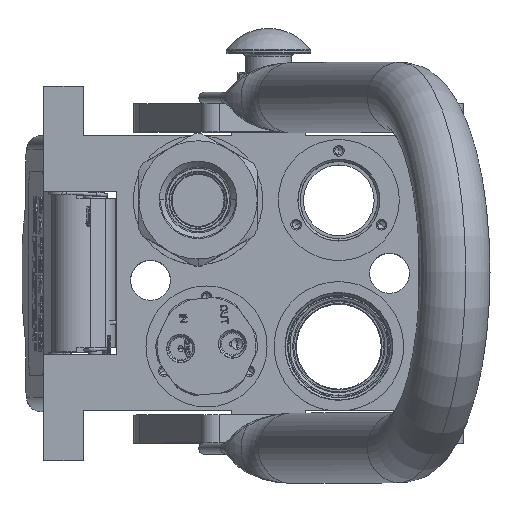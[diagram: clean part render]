
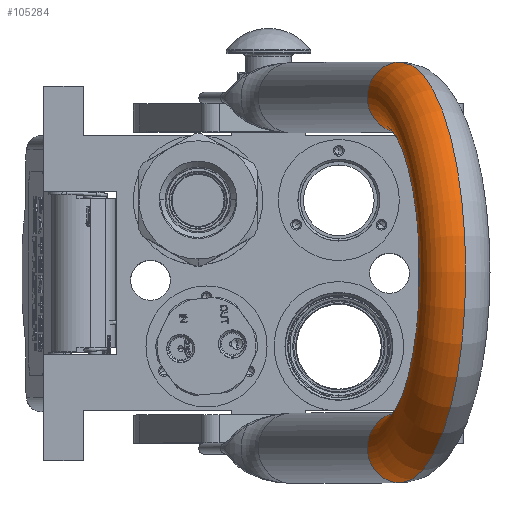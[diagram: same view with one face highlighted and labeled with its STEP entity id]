
A CAD part, top view. The second image highlights one B-rep face of the part: STEP entity #105284.
In plain terms, the highlighted toroidal (fillet/blend) face has major radius 62.25 mm and minor radius 12.5 mm.
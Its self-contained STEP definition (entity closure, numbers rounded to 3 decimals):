
#4609 = DIRECTION ( 'NONE',  ( 1., 0., 0. ) ) ;
#5506 = DIRECTION ( 'NONE',  ( 0., 1., 0. ) ) ;
#8652 = VERTEX_POINT ( 'NONE', #20188 ) ;
#8915 = ORIENTED_EDGE ( 'NONE', *, *, #134823, .F. ) ;
#10482 = CIRCLE ( 'NONE', #17715, 74.75 ) ;
#13460 = DIRECTION ( 'NONE',  ( 0., 0., 1. ) ) ;
#13934 = CARTESIAN_POINT ( 'NONE',  ( -62.25, 0., 125.25 ) ) ;
#15552 = AXIS2_PLACEMENT_3D ( 'NONE', #39829, #119581, #4609 ) ;
#17141 = CARTESIAN_POINT ( 'NONE',  ( 0., 0., 125.25 ) ) ;
#17715 = AXIS2_PLACEMENT_3D ( 'NONE', #75102, #5506, #40717 ) ;
#17846 = VERTEX_POINT ( 'NONE', #64125 ) ;
#19171 = AXIS2_PLACEMENT_3D ( 'NONE', #56238, #124030, #90641 ) ;
#20182 = ORIENTED_EDGE ( 'NONE', *, *, #102782, .F. ) ;
#20188 = CARTESIAN_POINT ( 'NONE',  ( -74.75, 0., 125.25 ) ) ;
#36549 = EDGE_CURVE ( 'NONE', #57745, #125608, #39738, .T. ) ;
#39738 = CIRCLE ( 'NONE', #19171, 49.75 ) ;
#39829 = CARTESIAN_POINT ( 'NONE',  ( 62.25, 0., 125.25 ) ) ;
#40717 = DIRECTION ( 'NONE',  ( -1., 0., 0. ) ) ;
#48693 = CIRCLE ( 'NONE', #15552, 12.5 ) ;
#50365 = EDGE_LOOP ( 'NONE', ( #145369, #20182, #8915, #68770 ) ) ;
#56238 = CARTESIAN_POINT ( 'NONE',  ( 0., 0., 125.25 ) ) ;
#57745 = VERTEX_POINT ( 'NONE', #139128 ) ;
#64125 = CARTESIAN_POINT ( 'NONE',  ( 74.75, 0., 125.25 ) ) ;
#64822 = DIRECTION ( 'NONE',  ( 1., 0., 0. ) ) ;
#66829 = EDGE_CURVE ( 'NONE', #8652, #57745, #138178, .T. ) ;
#68770 = ORIENTED_EDGE ( 'NONE', *, *, #66829, .T. ) ;
#71100 = FACE_OUTER_BOUND ( 'NONE', #50365, .T. ) ;
#75102 = CARTESIAN_POINT ( 'NONE',  ( 0., 0., 125.25 ) ) ;
#75798 = DIRECTION ( 'NONE',  ( 0., 1., 0. ) ) ;
#82363 = AXIS2_PLACEMENT_3D ( 'NONE', #13934, #13460, #93061 ) ;
#83570 = TOROIDAL_SURFACE ( 'NONE', #121986, 62.25, 12.5 ) ;
#90641 = DIRECTION ( 'NONE',  ( -1., 0., 0. ) ) ;
#93061 = DIRECTION ( 'NONE',  ( -1., 0., 0. ) ) ;
#102782 = EDGE_CURVE ( 'NONE', #17846, #125608, #48693, .T. ) ;
#105284 = ADVANCED_FACE ( 'NONE', ( #71100 ), #83570, .T. ) ;
#119581 = DIRECTION ( 'NONE',  ( 0., 0., -1. ) ) ;
#121986 = AXIS2_PLACEMENT_3D ( 'NONE', #17141, #75798, #64822 ) ;
#124030 = DIRECTION ( 'NONE',  ( 0., 1., 0. ) ) ;
#125078 = CARTESIAN_POINT ( 'NONE',  ( 49.75, 0., 125.25 ) ) ;
#125608 = VERTEX_POINT ( 'NONE', #125078 ) ;
#134823 = EDGE_CURVE ( 'NONE', #8652, #17846, #10482, .T. ) ;
#138178 = CIRCLE ( 'NONE', #82363, 12.5 ) ;
#139128 = CARTESIAN_POINT ( 'NONE',  ( -49.75, 0., 125.25 ) ) ;
#145369 = ORIENTED_EDGE ( 'NONE', *, *, #36549, .T. ) ;
